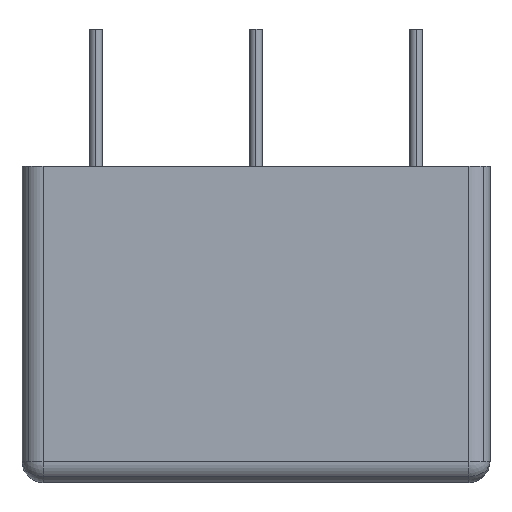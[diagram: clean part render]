
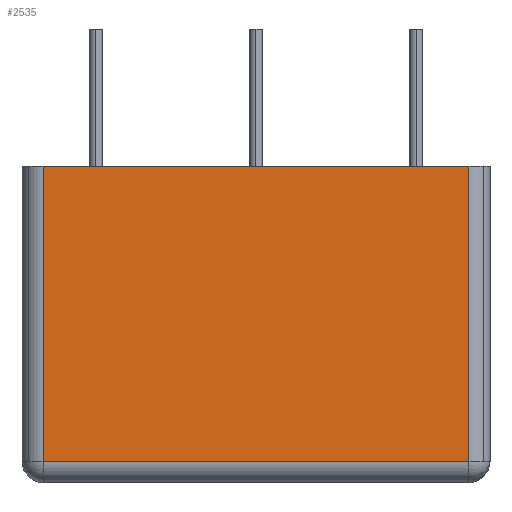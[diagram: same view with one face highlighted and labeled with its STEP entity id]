
A CAD part, left-side view. The second image highlights one B-rep face of the part: STEP entity #2535.
In plain terms, the highlighted planar face has unit normal (-1, 0, 0).
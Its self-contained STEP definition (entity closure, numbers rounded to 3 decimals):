
#89 = EDGE_CURVE ( 'NONE', #3784, #624, #4266, .T. ) ;
#498 = EDGE_LOOP ( 'NONE', ( #6269, #807, #7562, #1278 ) ) ;
#624 = VERTEX_POINT ( 'NONE', #2441 ) ;
#807 = ORIENTED_EDGE ( 'NONE', *, *, #89, .F. ) ;
#906 = AXIS2_PLACEMENT_3D ( 'NONE', #7672, #3667, #5042 ) ;
#1278 = ORIENTED_EDGE ( 'NONE', *, *, #2892, .F. ) ;
#1848 = FACE_OUTER_BOUND ( 'NONE', #498, .T. ) ;
#2075 = VERTEX_POINT ( 'NONE', #4771 ) ;
#2202 = CARTESIAN_POINT ( 'NONE',  ( -16.85, 11.1, 0. ) ) ;
#2224 = EDGE_CURVE ( 'NONE', #7729, #3784, #6132, .T. ) ;
#2423 = EDGE_CURVE ( 'NONE', #624, #2075, #4686, .T. ) ;
#2441 = CARTESIAN_POINT ( 'NONE',  ( -16.85, -10.1, 0. ) ) ;
#2535 = ADVANCED_FACE ( 'NONE', ( #1848 ), #2989, .T. ) ;
#2892 = EDGE_CURVE ( 'NONE', #2075, #7729, #6907, .T. ) ;
#2989 = PLANE ( 'NONE',  #906 ) ;
#3071 = VECTOR ( 'NONE', #6194, 1000. ) ;
#3667 = DIRECTION ( 'NONE',  ( -1., 0., 0. ) ) ;
#3784 = VERTEX_POINT ( 'NONE', #4377 ) ;
#4057 = DIRECTION ( 'NONE',  ( 0., 0., -1. ) ) ;
#4266 = LINE ( 'NONE', #2202, #5463 ) ;
#4377 = CARTESIAN_POINT ( 'NONE',  ( -16.85, 10.1, 0. ) ) ;
#4603 = CARTESIAN_POINT ( 'NONE',  ( -16.85, -10.1, 0. ) ) ;
#4686 = LINE ( 'NONE', #4603, #6169 ) ;
#4766 = DIRECTION ( 'NONE',  ( 0., -1., 0. ) ) ;
#4771 = CARTESIAN_POINT ( 'NONE',  ( -16.85, -10.1, -14. ) ) ;
#5042 = DIRECTION ( 'NONE',  ( 0., 0., 1. ) ) ;
#5463 = VECTOR ( 'NONE', #4766, 1000. ) ;
#6132 = LINE ( 'NONE', #7401, #7112 ) ;
#6169 = VECTOR ( 'NONE', #4057, 1000. ) ;
#6194 = DIRECTION ( 'NONE',  ( 0., 1., 0. ) ) ;
#6269 = ORIENTED_EDGE ( 'NONE', *, *, #2423, .F. ) ;
#6907 = LINE ( 'NONE', #8177, #3071 ) ;
#6935 = DIRECTION ( 'NONE',  ( 0., 0., 1. ) ) ;
#7112 = VECTOR ( 'NONE', #6935, 1000. ) ;
#7401 = CARTESIAN_POINT ( 'NONE',  ( -16.85, 10.1, 0. ) ) ;
#7484 = CARTESIAN_POINT ( 'NONE',  ( -16.85, 10.1, -14. ) ) ;
#7562 = ORIENTED_EDGE ( 'NONE', *, *, #2224, .F. ) ;
#7672 = CARTESIAN_POINT ( 'NONE',  ( -16.85, -11.1, 0. ) ) ;
#7729 = VERTEX_POINT ( 'NONE', #7484 ) ;
#8177 = CARTESIAN_POINT ( 'NONE',  ( -16.85, -5.55, -14. ) ) ;
